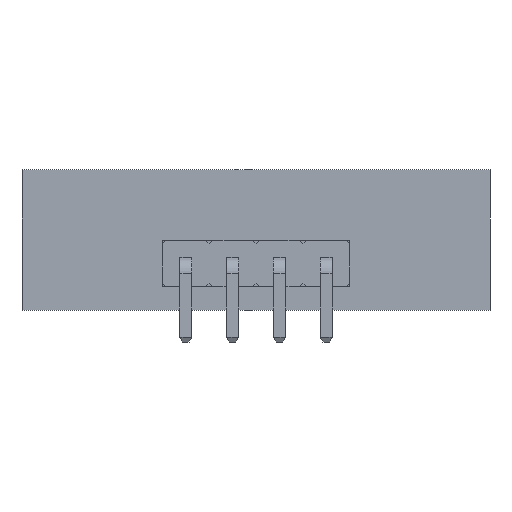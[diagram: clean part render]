
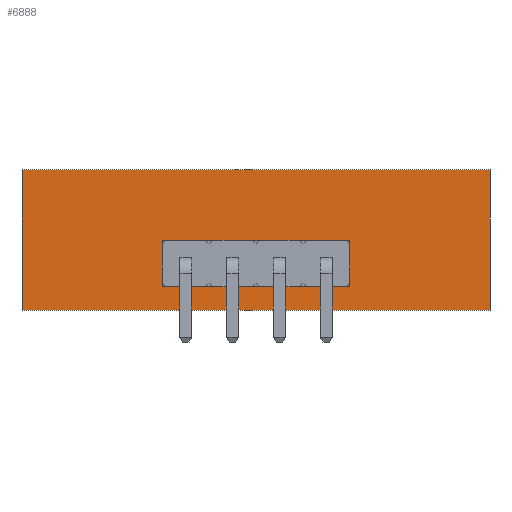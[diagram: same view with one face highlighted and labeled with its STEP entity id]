
A CAD part, front view. The second image highlights one B-rep face of the part: STEP entity #6888.
In plain terms, the highlighted planar face has unit normal (0, -1, 0).
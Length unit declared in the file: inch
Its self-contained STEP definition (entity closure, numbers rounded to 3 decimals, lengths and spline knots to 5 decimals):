
#60 = CARTESIAN_POINT ( 'NONE',  ( -0.05, 0., -0.05 ) ) ;
#133 = CARTESIAN_POINT ( 'NONE',  ( 0.05, 0., -0.08543 ) ) ;
#183 = DIRECTION ( 'NONE',  ( 0., 1., 0. ) ) ;
#269 = CARTESIAN_POINT ( 'NONE',  ( -0.5, 0., -0.15 ) ) ;
#344 = CARTESIAN_POINT ( 'NONE',  ( 0.15, 0., -0.05 ) ) ;
#386 = CARTESIAN_POINT ( 'NONE',  ( -0.15, 0., -0.08543 ) ) ;
#509 = VERTEX_POINT ( 'NONE', #1969 ) ;
#537 = AXIS2_PLACEMENT_3D ( 'NONE', #10820, #183, #3243 ) ;
#617 = ORIENTED_EDGE ( 'NONE', *, *, #12317, .T. ) ;
#638 = CARTESIAN_POINT ( 'NONE',  ( -0.15, 0., -0.01457 ) ) ;
#668 = FACE_BOUND ( 'NONE', #9820, .T. ) ;
#848 = AXIS2_PLACEMENT_3D ( 'NONE', #344, #2471, #11426 ) ;
#1149 = DIRECTION ( 'NONE',  ( 1., 0., 0. ) ) ;
#1167 = VERTEX_POINT ( 'NONE', #8267 ) ;
#1201 = CIRCLE ( 'NONE', #6700, 0.03543 ) ;
#1259 = CARTESIAN_POINT ( 'NONE',  ( 0.5, 0., -0.15 ) ) ;
#1311 = DIRECTION ( 'NONE',  ( 0., 0., 1. ) ) ;
#1318 = LINE ( 'NONE', #5382, #1388 ) ;
#1334 = VERTEX_POINT ( 'NONE', #11687 ) ;
#1370 = EDGE_CURVE ( 'NONE', #10359, #4438, #5030, .T. ) ;
#1388 = VECTOR ( 'NONE', #11466, 39.37008 ) ;
#1420 = CIRCLE ( 'NONE', #9465, 0.03543 ) ;
#1473 = DIRECTION ( 'NONE',  ( -1., 0., 0. ) ) ;
#1526 = ORIENTED_EDGE ( 'NONE', *, *, #1809, .F. ) ;
#1713 = CIRCLE ( 'NONE', #848, 0.03543 ) ;
#1809 = EDGE_CURVE ( 'NONE', #11678, #509, #1318, .T. ) ;
#1812 = DIRECTION ( 'NONE',  ( 0., 0., 1. ) ) ;
#1838 = VECTOR ( 'NONE', #1149, 39.37008 ) ;
#1874 = FACE_BOUND ( 'NONE', #5346, .T. ) ;
#1968 = CARTESIAN_POINT ( 'NONE',  ( -0.15, 0., -0.05 ) ) ;
#1969 = CARTESIAN_POINT ( 'NONE',  ( -0.5, 0., 0.15 ) ) ;
#2010 = LINE ( 'NONE', #4932, #1838 ) ;
#2045 = DIRECTION ( 'NONE',  ( 0., 0., 1. ) ) ;
#2211 = AXIS2_PLACEMENT_3D ( 'NONE', #60, #9091, #7251 ) ;
#2471 = DIRECTION ( 'NONE',  ( 0., 1., 0. ) ) ;
#2482 = VERTEX_POINT ( 'NONE', #133 ) ;
#2772 = AXIS2_PLACEMENT_3D ( 'NONE', #12443, #9600, #1311 ) ;
#3206 = EDGE_CURVE ( 'NONE', #4438, #10359, #1201, .T. ) ;
#3223 = CARTESIAN_POINT ( 'NONE',  ( 0.15, 0., -0.08543 ) ) ;
#3243 = DIRECTION ( 'NONE',  ( 0., 0., 1. ) ) ;
#3296 = VERTEX_POINT ( 'NONE', #3223 ) ;
#3381 = EDGE_LOOP ( 'NONE', ( #7850, #6895 ) ) ;
#3524 = CIRCLE ( 'NONE', #10948, 0.03543 ) ;
#3527 = CARTESIAN_POINT ( 'NONE',  ( -0.05, 0., -0.08543 ) ) ;
#3537 = EDGE_LOOP ( 'NONE', ( #7507, #4276 ) ) ;
#3646 = FACE_BOUND ( 'NONE', #3537, .T. ) ;
#3676 = DIRECTION ( 'NONE',  ( 0., 1., 0. ) ) ;
#3920 = EDGE_CURVE ( 'NONE', #509, #5477, #2010, .T. ) ;
#4071 = ORIENTED_EDGE ( 'NONE', *, *, #3206, .T. ) ;
#4122 = CARTESIAN_POINT ( 'NONE',  ( -0.15, 0., -0.05 ) ) ;
#4141 = VERTEX_POINT ( 'NONE', #3527 ) ;
#4173 = ORIENTED_EDGE ( 'NONE', *, *, #7422, .T. ) ;
#4217 = CARTESIAN_POINT ( 'NONE',  ( 0.05, 0., -0.05 ) ) ;
#4276 = ORIENTED_EDGE ( 'NONE', *, *, #7266, .T. ) ;
#4311 = LINE ( 'NONE', #1259, #11632 ) ;
#4438 = VERTEX_POINT ( 'NONE', #638 ) ;
#4711 = FACE_OUTER_BOUND ( 'NONE', #5977, .T. ) ;
#4842 = PLANE ( 'NONE',  #537 ) ;
#4932 = CARTESIAN_POINT ( 'NONE',  ( -0.5, 0., 0.15 ) ) ;
#5030 = CIRCLE ( 'NONE', #12402, 0.03543 ) ;
#5234 = CARTESIAN_POINT ( 'NONE',  ( 0.5, 0., 0.15 ) ) ;
#5346 = EDGE_LOOP ( 'NONE', ( #617, #4173 ) ) ;
#5382 = CARTESIAN_POINT ( 'NONE',  ( -0.5, 0., -0.15 ) ) ;
#5477 = VERTEX_POINT ( 'NONE', #5234 ) ;
#5876 = EDGE_CURVE ( 'NONE', #7705, #4141, #7293, .T. ) ;
#5977 = EDGE_LOOP ( 'NONE', ( #11822, #12297, #1526, #10629 ) ) ;
#5981 = DIRECTION ( 'NONE',  ( 0., 0., 1. ) ) ;
#6045 = DIRECTION ( 'NONE',  ( 0., 1., 0. ) ) ;
#6615 = CIRCLE ( 'NONE', #2772, 0.03543 ) ;
#6700 = AXIS2_PLACEMENT_3D ( 'NONE', #1968, #13039, #2045 ) ;
#6888 = ADVANCED_FACE ( 'NONE', ( #1874, #12785, #3646, #668, #4711 ), #4842, .F. ) ;
#6895 = ORIENTED_EDGE ( 'NONE', *, *, #8290, .T. ) ;
#7251 = DIRECTION ( 'NONE',  ( 0., 0., 1. ) ) ;
#7266 = EDGE_CURVE ( 'NONE', #2482, #1167, #12414, .T. ) ;
#7293 = CIRCLE ( 'NONE', #2211, 0.03543 ) ;
#7422 = EDGE_CURVE ( 'NONE', #3296, #13098, #3524, .T. ) ;
#7506 = LINE ( 'NONE', #269, #7645 ) ;
#7507 = ORIENTED_EDGE ( 'NONE', *, *, #13140, .T. ) ;
#7577 = CARTESIAN_POINT ( 'NONE',  ( -0.5, 0., -0.15 ) ) ;
#7645 = VECTOR ( 'NONE', #1473, 39.37008 ) ;
#7649 = ORIENTED_EDGE ( 'NONE', *, *, #1370, .T. ) ;
#7705 = VERTEX_POINT ( 'NONE', #9359 ) ;
#7850 = ORIENTED_EDGE ( 'NONE', *, *, #5876, .T. ) ;
#8267 = CARTESIAN_POINT ( 'NONE',  ( 0.05, 0., -0.01457 ) ) ;
#8279 = DIRECTION ( 'NONE',  ( 0., 1., 0. ) ) ;
#8290 = EDGE_CURVE ( 'NONE', #4141, #7705, #1420, .T. ) ;
#8423 = DIRECTION ( 'NONE',  ( 0., 0., -1. ) ) ;
#8781 = DIRECTION ( 'NONE',  ( 0., 0., 1. ) ) ;
#9091 = DIRECTION ( 'NONE',  ( 0., 1., 0. ) ) ;
#9359 = CARTESIAN_POINT ( 'NONE',  ( -0.05, 0., -0.01457 ) ) ;
#9465 = AXIS2_PLACEMENT_3D ( 'NONE', #11872, #10898, #1812 ) ;
#9468 = AXIS2_PLACEMENT_3D ( 'NONE', #4217, #8279, #12301 ) ;
#9572 = EDGE_CURVE ( 'NONE', #1334, #11678, #7506, .T. ) ;
#9600 = DIRECTION ( 'NONE',  ( 0., 1., 0. ) ) ;
#9820 = EDGE_LOOP ( 'NONE', ( #4071, #7649 ) ) ;
#9862 = CARTESIAN_POINT ( 'NONE',  ( 0.15, 0., -0.05 ) ) ;
#10359 = VERTEX_POINT ( 'NONE', #386 ) ;
#10629 = ORIENTED_EDGE ( 'NONE', *, *, #9572, .F. ) ;
#10820 = CARTESIAN_POINT ( 'NONE',  ( 0., 0., 0. ) ) ;
#10898 = DIRECTION ( 'NONE',  ( 0., 1., 0. ) ) ;
#10948 = AXIS2_PLACEMENT_3D ( 'NONE', #9862, #3676, #8781 ) ;
#11276 = CARTESIAN_POINT ( 'NONE',  ( 0.15, 0., -0.01457 ) ) ;
#11426 = DIRECTION ( 'NONE',  ( 0., 0., 1. ) ) ;
#11466 = DIRECTION ( 'NONE',  ( 0., 0., 1. ) ) ;
#11632 = VECTOR ( 'NONE', #8423, 39.37008 ) ;
#11654 = EDGE_CURVE ( 'NONE', #5477, #1334, #4311, .T. ) ;
#11678 = VERTEX_POINT ( 'NONE', #7577 ) ;
#11687 = CARTESIAN_POINT ( 'NONE',  ( 0.5, 0., -0.15 ) ) ;
#11822 = ORIENTED_EDGE ( 'NONE', *, *, #11654, .F. ) ;
#11872 = CARTESIAN_POINT ( 'NONE',  ( -0.05, 0., -0.05 ) ) ;
#12297 = ORIENTED_EDGE ( 'NONE', *, *, #3920, .F. ) ;
#12301 = DIRECTION ( 'NONE',  ( 0., 0., 1. ) ) ;
#12317 = EDGE_CURVE ( 'NONE', #13098, #3296, #1713, .T. ) ;
#12402 = AXIS2_PLACEMENT_3D ( 'NONE', #4122, #6045, #5981 ) ;
#12414 = CIRCLE ( 'NONE', #9468, 0.03543 ) ;
#12443 = CARTESIAN_POINT ( 'NONE',  ( 0.05, 0., -0.05 ) ) ;
#12785 = FACE_BOUND ( 'NONE', #3381, .T. ) ;
#13039 = DIRECTION ( 'NONE',  ( 0., 1., 0. ) ) ;
#13098 = VERTEX_POINT ( 'NONE', #11276 ) ;
#13140 = EDGE_CURVE ( 'NONE', #1167, #2482, #6615, .T. ) ;
